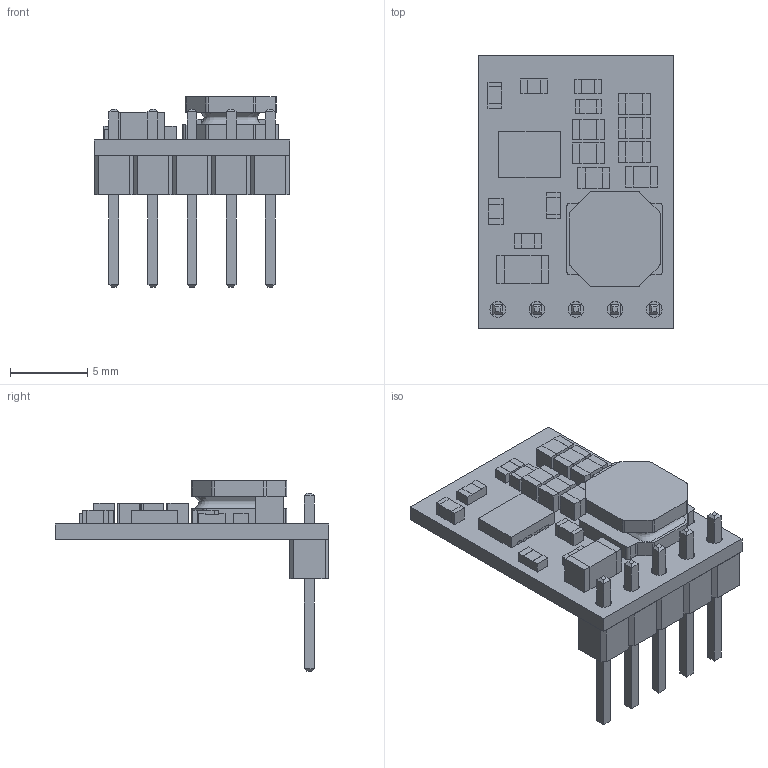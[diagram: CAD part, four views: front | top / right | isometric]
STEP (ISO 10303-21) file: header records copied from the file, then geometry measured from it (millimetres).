
FILE_DESCRIPTION(/* description */ ('STEP AP242','CAx-IF Rec.Pracs.---Representation and Presentation of Product Manufacturing Information (PMI)---4.0---2014-10-13','CAx-IF Rec.Pracs.---3D Tessellated Geometry---0.4---2014-09-14','2;1'),/* implementation_level */ '2;1');
FILE_NAME(/* name */ '66392e8618938d6bb3e02820',/* time_stamp */ '2024-05-06T19:24:55Z',/* author */ (''),/* organization */ (''),/* preprocessor_version */ 'ST-DEVELOPER v20',/* originating_system */ ' ',/* authorisation */ ' ');
FILE_SCHEMA (('AP242_MANAGED_MODEL_BASED_3D_ENGINEERING_MIM_LF { 1 0 10303 442 1 1 4 }'));
Length unit declared in the file: metre
Products named in the file (2): PinHeader_1x05_P254mm_Vertical; pololu-3.3v-1a-step-down-voltage-regulator-d24v10f3
Bounding box: 12.7 x 17.78 x 12.36 mm (x, y, z)
Volume: 463.4 mm3; surface area: 992.6 mm2
Topology: 2 solids, 2 shells, 816 faces, 2196 edges, 1439 vertices
Faces by surface type: plane 649, bspline 115, cylinder 49, sphere 3
Full cylindrical faces by diameter (mm): 1.016 x5
Entity records: 32253 total; most frequent: CARTESIAN_POINT 9706, ORIENTED_EDGE 4380, DIRECTION 3447, EDGE_CURVE 2190, LINE 1823, VECTOR 1823, VERTEX_POINT 1439, EDGE_LOOP 911
